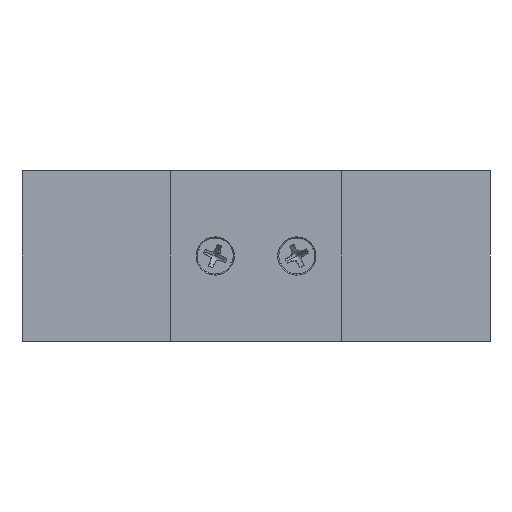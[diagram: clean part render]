
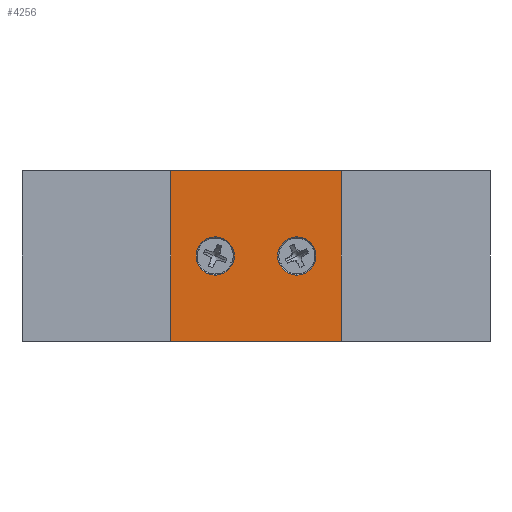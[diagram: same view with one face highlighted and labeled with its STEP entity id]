
A CAD part, front view. The second image highlights one B-rep face of the part: STEP entity #4256.
In plain terms, the highlighted planar face has unit normal (0, -1, 0).
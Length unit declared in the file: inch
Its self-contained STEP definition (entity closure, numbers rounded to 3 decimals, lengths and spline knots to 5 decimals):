
#63 = EDGE_CURVE ( 'NONE', #6788, #2522, #7664, .T. ) ;
#184 = DIRECTION ( 'NONE',  ( 0., 1., 0. ) ) ;
#413 = ORIENTED_EDGE ( 'NONE', *, *, #5577, .T. ) ;
#457 = FACE_BOUND ( 'NONE', #5166, .T. ) ;
#883 = DIRECTION ( 'NONE',  ( 1., 0., 0. ) ) ;
#1716 = LINE ( 'NONE', #6649, #12734 ) ;
#1758 = ORIENTED_EDGE ( 'NONE', *, *, #11893, .F. ) ;
#1798 = CARTESIAN_POINT ( 'NONE',  ( -0.24, -0.55, 0.1125 ) ) ;
#2196 = CARTESIAN_POINT ( 'NONE',  ( 0.5, -0.55, -0.5 ) ) ;
#2280 = EDGE_CURVE ( 'NONE', #3243, #2522, #1716, .T. ) ;
#2297 = ORIENTED_EDGE ( 'NONE', *, *, #63, .T. ) ;
#2472 = EDGE_CURVE ( 'NONE', #6051, #9118, #4575, .T. ) ;
#2493 = CARTESIAN_POINT ( 'NONE',  ( 0.24, -0.55, 0.1125 ) ) ;
#2522 = VERTEX_POINT ( 'NONE', #2196 ) ;
#3090 = FACE_OUTER_BOUND ( 'NONE', #7662, .T. ) ;
#3243 = VERTEX_POINT ( 'NONE', #13341 ) ;
#3441 = DIRECTION ( 'NONE',  ( 0., -1., 0. ) ) ;
#3479 = AXIS2_PLACEMENT_3D ( 'NONE', #8369, #3441, #13134 ) ;
#3947 = EDGE_CURVE ( 'NONE', #7641, #3243, #12501, .T. ) ;
#4256 = ADVANCED_FACE ( 'NONE', ( #457, #4444, #3090 ), #13989, .F. ) ;
#4444 = FACE_BOUND ( 'NONE', #6226, .T. ) ;
#4575 = CIRCLE ( 'NONE', #10516, 0.1125 ) ;
#4759 = DIRECTION ( 'NONE',  ( 0., 0., -1. ) ) ;
#5166 = EDGE_LOOP ( 'NONE', ( #11346, #8788 ) ) ;
#5577 = EDGE_CURVE ( 'NONE', #7641, #6788, #14510, .T. ) ;
#5638 = CARTESIAN_POINT ( 'NONE',  ( -0.24, -0.55, 0. ) ) ;
#5765 = CIRCLE ( 'NONE', #3479, 0.1125 ) ;
#5842 = DIRECTION ( 'NONE',  ( 0., 0., -1. ) ) ;
#6011 = DIRECTION ( 'NONE',  ( 0., -1., 0. ) ) ;
#6051 = VERTEX_POINT ( 'NONE', #1798 ) ;
#6226 = EDGE_LOOP ( 'NONE', ( #1758, #11202 ) ) ;
#6508 = DIRECTION ( 'NONE',  ( 0., 0., -1. ) ) ;
#6649 = CARTESIAN_POINT ( 'NONE',  ( 0.5, -0.55, 0.5 ) ) ;
#6788 = VERTEX_POINT ( 'NONE', #13315 ) ;
#6833 = ORIENTED_EDGE ( 'NONE', *, *, #2280, .F. ) ;
#6855 = DIRECTION ( 'NONE',  ( 0., 0., -1. ) ) ;
#7641 = VERTEX_POINT ( 'NONE', #8192 ) ;
#7662 = EDGE_LOOP ( 'NONE', ( #2297, #6833, #8404, #413 ) ) ;
#7664 = LINE ( 'NONE', #11492, #8607 ) ;
#7993 = EDGE_CURVE ( 'NONE', #9118, #6051, #5765, .T. ) ;
#8119 = DIRECTION ( 'NONE',  ( 0., -1., 0. ) ) ;
#8192 = CARTESIAN_POINT ( 'NONE',  ( -0.5, -0.55, 0.5 ) ) ;
#8284 = DIRECTION ( 'NONE',  ( 0., -1., 0. ) ) ;
#8369 = CARTESIAN_POINT ( 'NONE',  ( -0.24, -0.55, 0. ) ) ;
#8396 = CARTESIAN_POINT ( 'NONE',  ( 0.24, -0.55, 0. ) ) ;
#8404 = ORIENTED_EDGE ( 'NONE', *, *, #3947, .F. ) ;
#8607 = VECTOR ( 'NONE', #10303, 39.37008 ) ;
#8626 = CARTESIAN_POINT ( 'NONE',  ( -0.24, -0.55, -0.1125 ) ) ;
#8718 = CARTESIAN_POINT ( 'NONE',  ( -0.5, -0.55, 0.5 ) ) ;
#8736 = AXIS2_PLACEMENT_3D ( 'NONE', #10652, #6011, #5842 ) ;
#8788 = ORIENTED_EDGE ( 'NONE', *, *, #2472, .F. ) ;
#8941 = CARTESIAN_POINT ( 'NONE',  ( -0.5, -0.55, 0.5 ) ) ;
#9118 = VERTEX_POINT ( 'NONE', #8626 ) ;
#9664 = VERTEX_POINT ( 'NONE', #12562 ) ;
#10303 = DIRECTION ( 'NONE',  ( 1., 0., 0. ) ) ;
#10516 = AXIS2_PLACEMENT_3D ( 'NONE', #5638, #8119, #6855 ) ;
#10652 = CARTESIAN_POINT ( 'NONE',  ( 0.24, -0.55, 0. ) ) ;
#10958 = AXIS2_PLACEMENT_3D ( 'NONE', #8718, #184, #14833 ) ;
#11202 = ORIENTED_EDGE ( 'NONE', *, *, #12328, .F. ) ;
#11332 = VECTOR ( 'NONE', #6508, 39.37008 ) ;
#11346 = ORIENTED_EDGE ( 'NONE', *, *, #7993, .F. ) ;
#11492 = CARTESIAN_POINT ( 'NONE',  ( -0.5, -0.55, -0.5 ) ) ;
#11893 = EDGE_CURVE ( 'NONE', #9664, #11977, #13028, .T. ) ;
#11977 = VERTEX_POINT ( 'NONE', #2493 ) ;
#12328 = EDGE_CURVE ( 'NONE', #11977, #9664, #12653, .T. ) ;
#12501 = LINE ( 'NONE', #15269, #13049 ) ;
#12562 = CARTESIAN_POINT ( 'NONE',  ( 0.24, -0.55, -0.1125 ) ) ;
#12653 = CIRCLE ( 'NONE', #8736, 0.1125 ) ;
#12734 = VECTOR ( 'NONE', #14871, 39.37008 ) ;
#13028 = CIRCLE ( 'NONE', #13958, 0.1125 ) ;
#13049 = VECTOR ( 'NONE', #883, 39.37008 ) ;
#13134 = DIRECTION ( 'NONE',  ( 0., 0., -1. ) ) ;
#13315 = CARTESIAN_POINT ( 'NONE',  ( -0.5, -0.55, -0.5 ) ) ;
#13341 = CARTESIAN_POINT ( 'NONE',  ( 0.5, -0.55, 0.5 ) ) ;
#13958 = AXIS2_PLACEMENT_3D ( 'NONE', #8396, #8284, #4759 ) ;
#13989 = PLANE ( 'NONE',  #10958 ) ;
#14510 = LINE ( 'NONE', #8941, #11332 ) ;
#14833 = DIRECTION ( 'NONE',  ( 0., 0., 1. ) ) ;
#14871 = DIRECTION ( 'NONE',  ( 0., 0., -1. ) ) ;
#15269 = CARTESIAN_POINT ( 'NONE',  ( -0.5, -0.55, 0.5 ) ) ;
